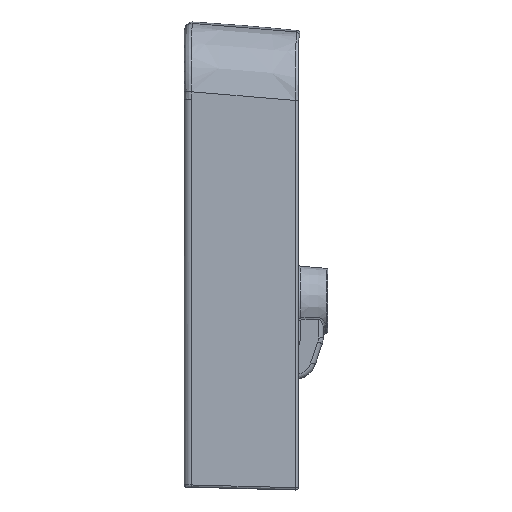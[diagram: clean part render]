
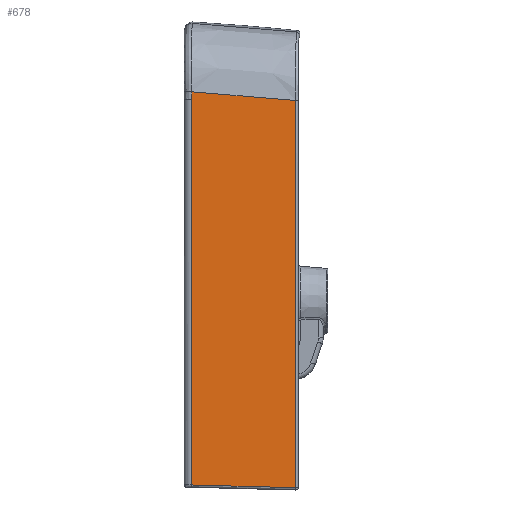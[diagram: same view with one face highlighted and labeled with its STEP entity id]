
A CAD part, left-side view. The second image highlights one B-rep face of the part: STEP entity #678.
In plain terms, the highlighted face is planar.
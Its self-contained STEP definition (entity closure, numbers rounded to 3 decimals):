
#678=ADVANCED_FACE('',(#1000),#946,.F.);
#946=PLANE('',#4714);
#1000=FACE_OUTER_BOUND('',#1300,.T.);
#1300=EDGE_LOOP('',(#2236,#2237,#2238,#2239,#2240));
#1722=B_SPLINE_CURVE_WITH_KNOTS('',3,(#10596,#10597,#10598,#10599,#10600,
#10601,#10602,#10603,#10604,#10605,#10606,#10607,#10608),.UNSPECIFIED.,
 .F.,.F.,(4,3,3,3,4),(0.,0.008,0.066,0.294,
1.),.UNSPECIFIED.);
#1723=B_SPLINE_CURVE_WITH_KNOTS('',3,(#10610,#10611,#10612,#10613,#10614,
#10615),.UNSPECIFIED.,.F.,.F.,(4,2,4),(0.,0.5,1.),.UNSPECIFIED.);
#1724=B_SPLINE_CURVE_WITH_KNOTS('',3,(#10617,#10618,#10619,#10620),
 .UNSPECIFIED.,.F.,.F.,(4,4),(0.,1.),.UNSPECIFIED.);
#2236=ORIENTED_EDGE('',*,*,#3995,.T.);
#2237=ORIENTED_EDGE('',*,*,#3996,.T.);
#2238=ORIENTED_EDGE('',*,*,#3997,.T.);
#2239=ORIENTED_EDGE('',*,*,#3998,.T.);
#2240=ORIENTED_EDGE('',*,*,#3999,.T.);
#3558=VERTEX_POINT('',#10592);
#3559=VERTEX_POINT('',#10593);
#3560=VERTEX_POINT('',#10595);
#3561=VERTEX_POINT('',#10609);
#3562=VERTEX_POINT('',#10616);
#3995=EDGE_CURVE('',#3558,#3559,#4476,.T.);
#3996=EDGE_CURVE('',#3559,#3560,#4477,.T.);
#3997=EDGE_CURVE('',#3560,#3561,#1722,.T.);
#3998=EDGE_CURVE('',#3561,#3562,#1723,.T.);
#3999=EDGE_CURVE('',#3562,#3558,#1724,.T.);
#4476=LINE('',#10591,#4598);
#4477=LINE('',#10594,#4599);
#4598=VECTOR('',#5194,1.);
#4599=VECTOR('',#5195,1.);
#4714=AXIS2_PLACEMENT_3D('',#10621,#5196,#5197);
#5194=DIRECTION('',(0.,1.,0.));
#5195=DIRECTION('',(0.017,0.026,-1.));
#5196=DIRECTION('',(1.,0.,0.017));
#5197=DIRECTION('',(0.017,0.,-1.));
#10591=CARTESIAN_POINT('',(707.105,208.69,3.457));
#10592=CARTESIAN_POINT('',(707.105,-203.17,3.457));
#10593=CARTESIAN_POINT('',(707.105,214.2,3.457));
#10594=CARTESIAN_POINT('',(709.072,217.151,-109.231));
#10595=CARTESIAN_POINT('',(709.071,217.149,-109.166));
#10596=CARTESIAN_POINT('',(709.071,217.149,-109.166));
#10597=CARTESIAN_POINT('',(709.071,215.983,-109.166));
#10598=CARTESIAN_POINT('',(709.071,214.817,-109.166));
#10599=CARTESIAN_POINT('',(709.071,213.651,-109.166));
#10600=CARTESIAN_POINT('',(709.071,205.651,-109.166));
#10601=CARTESIAN_POINT('',(709.071,197.651,-109.166));
#10602=CARTESIAN_POINT('',(709.071,189.651,-109.166));
#10603=CARTESIAN_POINT('',(709.071,157.651,-109.166));
#10604=CARTESIAN_POINT('',(709.071,125.651,-109.166));
#10605=CARTESIAN_POINT('',(709.071,93.651,-109.166));
#10606=CARTESIAN_POINT('',(709.071,-4.982,-109.166));
#10607=CARTESIAN_POINT('',(709.071,-103.616,-109.166));
#10608=CARTESIAN_POINT('',(709.071,-202.25,-109.166));
#10609=CARTESIAN_POINT('',(709.071,-202.25,-109.166));
#10610=CARTESIAN_POINT('',(709.071,-202.25,-109.166));
#10611=CARTESIAN_POINT('',(708.744,-204.326,-90.442));
#10612=CARTESIAN_POINT('',(708.417,-206.184,-71.694));
#10613=CARTESIAN_POINT('',(707.762,-209.327,-34.149));
#10614=CARTESIAN_POINT('',(707.434,-210.608,-15.354));
#10615=CARTESIAN_POINT('',(707.105,-211.68,3.452));
#10616=CARTESIAN_POINT('',(707.105,-211.68,3.452));
#10617=CARTESIAN_POINT('',(707.105,-211.68,3.452));
#10618=CARTESIAN_POINT('',(707.105,-208.843,3.453));
#10619=CARTESIAN_POINT('',(707.105,-206.007,3.455));
#10620=CARTESIAN_POINT('',(707.105,-203.17,3.457));
#10621=CARTESIAN_POINT('',(706.964,208.69,11.532));
